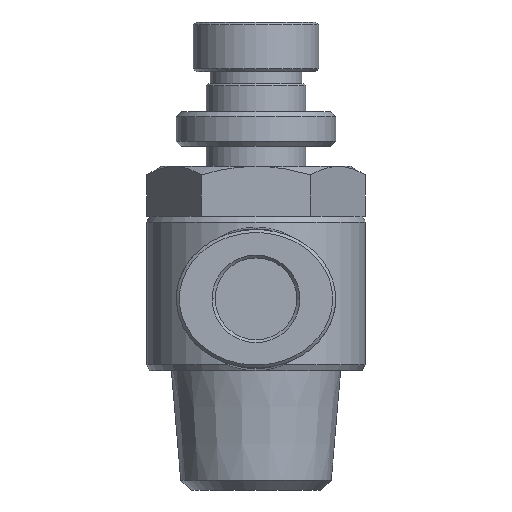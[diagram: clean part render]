
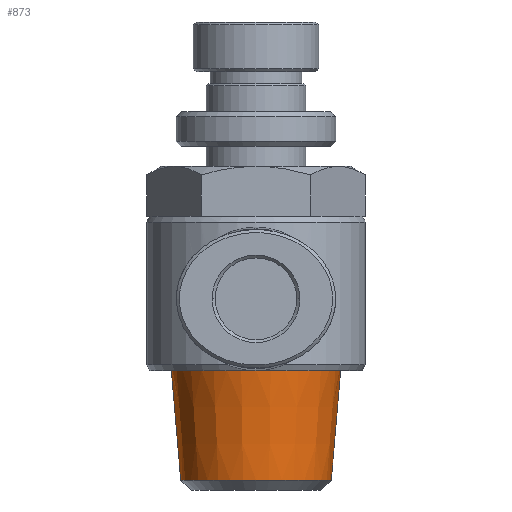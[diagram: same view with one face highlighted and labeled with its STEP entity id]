
A CAD part, front view. The second image highlights one B-rep face of the part: STEP entity #873.
In plain terms, the highlighted conical face has half-angle 4.882 degrees and reference radius 7.987 mm.
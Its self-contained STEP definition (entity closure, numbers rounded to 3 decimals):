
#832=CARTESIAN_POINT('',(0.0,8.85,-17.5));
#833=DIRECTION('',(0.0,0.0,1.0));
#834=DIRECTION('',(-1.0,0.0,0.0));
#835=AXIS2_PLACEMENT_3D('',#832,#833,#834);
#836=CONICAL_SURFACE('',#835,7.988,4.882);
#837=CARTESIAN_POINT('',(-7.56,8.85,-22.504));
#838=VERTEX_POINT('',#837);
#839=CARTESIAN_POINT('',(-8.5,8.85,-11.5));
#840=VERTEX_POINT('',#839);
#841=CARTESIAN_POINT('',(-7.56,8.85,-22.504));
#842=DIRECTION('',(-0.085,0.,0.996));
#843=VECTOR('',#842,11.044);
#844=LINE('',#841,#843);
#845=EDGE_CURVE('',#838,#840,#844,.T.);
#846=ORIENTED_EDGE('',*,*,#845,.F.);
#847=CARTESIAN_POINT('',(7.56,8.85,-22.504));
#848=VERTEX_POINT('',#847);
#849=CARTESIAN_POINT('',(0.0,8.85,-22.504));
#850=DIRECTION('',(0.0,0.0,-1.0));
#851=DIRECTION('',(1.0,0.0,0.0));
#852=AXIS2_PLACEMENT_3D('',#849,#850,#851);
#853=CIRCLE('',#852,7.56);
#854=EDGE_CURVE('',#848,#838,#853,.T.);
#855=ORIENTED_EDGE('',*,*,#854,.F.);
#856=CARTESIAN_POINT('',(8.5,8.85,-11.5));
#857=VERTEX_POINT('',#856);
#858=CARTESIAN_POINT('',(7.56,8.85,-22.504));
#859=DIRECTION('',(0.085,0.,0.996));
#860=VECTOR('',#859,11.044);
#861=LINE('',#858,#860);
#862=EDGE_CURVE('',#848,#857,#861,.T.);
#863=ORIENTED_EDGE('',*,*,#862,.T.);
#864=CARTESIAN_POINT('',(0.0,8.85,-11.5));
#865=DIRECTION('',(0.0,0.0,1.0));
#866=DIRECTION('',(-1.0,0.0,0.0));
#867=AXIS2_PLACEMENT_3D('',#864,#865,#866);
#868=CIRCLE('',#867,8.5);
#869=EDGE_CURVE('',#840,#857,#868,.T.);
#870=ORIENTED_EDGE('',*,*,#869,.F.);
#871=EDGE_LOOP('',(#846,#855,#863,#870));
#872=FACE_OUTER_BOUND('',#871,.T.);
#873=ADVANCED_FACE('',(#872),#836,.T.);
